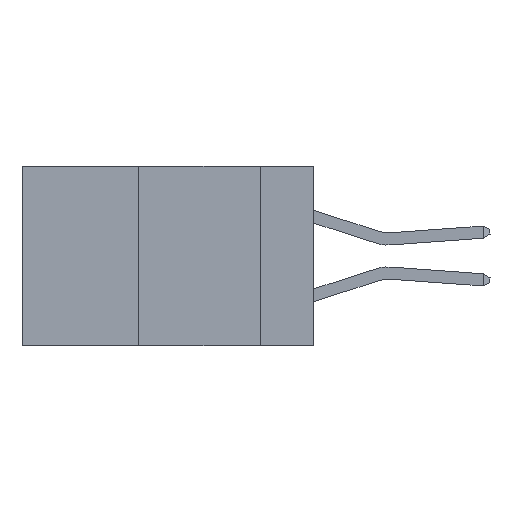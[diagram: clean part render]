
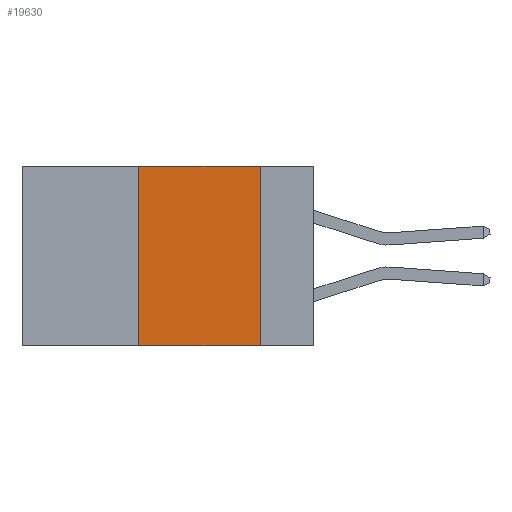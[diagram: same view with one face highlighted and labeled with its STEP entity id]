
A CAD part, left-side view. The second image highlights one B-rep face of the part: STEP entity #19630.
In plain terms, the highlighted planar face has unit normal (-1, 0, 0).
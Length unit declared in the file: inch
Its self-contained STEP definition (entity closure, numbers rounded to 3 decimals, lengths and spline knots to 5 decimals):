
#296 = LINE ( 'NONE', #22313, #5361 ) ;
#1821 = DIRECTION ( 'NONE',  ( 0., 0., 1. ) ) ;
#1925 = LINE ( 'NONE', #17219, #6939 ) ;
#2653 = LINE ( 'NONE', #24392, #21316 ) ;
#3457 = VERTEX_POINT ( 'NONE', #11000 ) ;
#3953 = CARTESIAN_POINT ( 'NONE',  ( 0., 0.36, -0.37 ) ) ;
#4093 = DIRECTION ( 'NONE',  ( 0., 0., -1. ) ) ;
#4133 = EDGE_CURVE ( 'NONE', #19706, #3457, #2653, .T. ) ;
#5035 = CARTESIAN_POINT ( 'NONE',  ( 0., 0.6, -0.37 ) ) ;
#5361 = VECTOR ( 'NONE', #1821, 39.37008 ) ;
#6638 = AXIS2_PLACEMENT_3D ( 'NONE', #13744, #20434, #4093 ) ;
#6939 = VECTOR ( 'NONE', #23041, 39.37008 ) ;
#7098 = ORIENTED_EDGE ( 'NONE', *, *, #14301, .T. ) ;
#8587 = ORIENTED_EDGE ( 'NONE', *, *, #4133, .F. ) ;
#8590 = EDGE_CURVE ( 'NONE', #23386, #19706, #296, .T. ) ;
#10006 = PLANE ( 'NONE',  #6638 ) ;
#11000 = CARTESIAN_POINT ( 'NONE',  ( 0., 0.11, 0. ) ) ;
#11906 = LINE ( 'NONE', #5035, #17233 ) ;
#12110 = FACE_OUTER_BOUND ( 'NONE', #16799, .T. ) ;
#12730 = DIRECTION ( 'NONE',  ( 0., -1., 0. ) ) ;
#13380 = VERTEX_POINT ( 'NONE', #22040 ) ;
#13744 = CARTESIAN_POINT ( 'NONE',  ( 0., 0.6, 0. ) ) ;
#13804 = EDGE_CURVE ( 'NONE', #3457, #13380, #1925, .T. ) ;
#14301 = EDGE_CURVE ( 'NONE', #23386, #13380, #11906, .T. ) ;
#14861 = DIRECTION ( 'NONE',  ( 0., -1., 0. ) ) ;
#16799 = EDGE_LOOP ( 'NONE', ( #18438, #8587, #17480, #7098 ) ) ;
#17219 = CARTESIAN_POINT ( 'NONE',  ( 0., 0.11, 0. ) ) ;
#17233 = VECTOR ( 'NONE', #12730, 39.37008 ) ;
#17480 = ORIENTED_EDGE ( 'NONE', *, *, #8590, .F. ) ;
#18438 = ORIENTED_EDGE ( 'NONE', *, *, #13804, .F. ) ;
#19630 = ADVANCED_FACE ( 'NONE', ( #12110 ), #10006, .F. ) ;
#19706 = VERTEX_POINT ( 'NONE', #20800 ) ;
#20434 = DIRECTION ( 'NONE',  ( 1., 0., 0. ) ) ;
#20800 = CARTESIAN_POINT ( 'NONE',  ( 0., 0.36, 0. ) ) ;
#21316 = VECTOR ( 'NONE', #14861, 39.37008 ) ;
#22040 = CARTESIAN_POINT ( 'NONE',  ( 0., 0.11, -0.37 ) ) ;
#22313 = CARTESIAN_POINT ( 'NONE',  ( 0., 0.36, 0. ) ) ;
#23041 = DIRECTION ( 'NONE',  ( 0., 0., -1. ) ) ;
#23386 = VERTEX_POINT ( 'NONE', #3953 ) ;
#24392 = CARTESIAN_POINT ( 'NONE',  ( 0., 0.6, 0. ) ) ;
